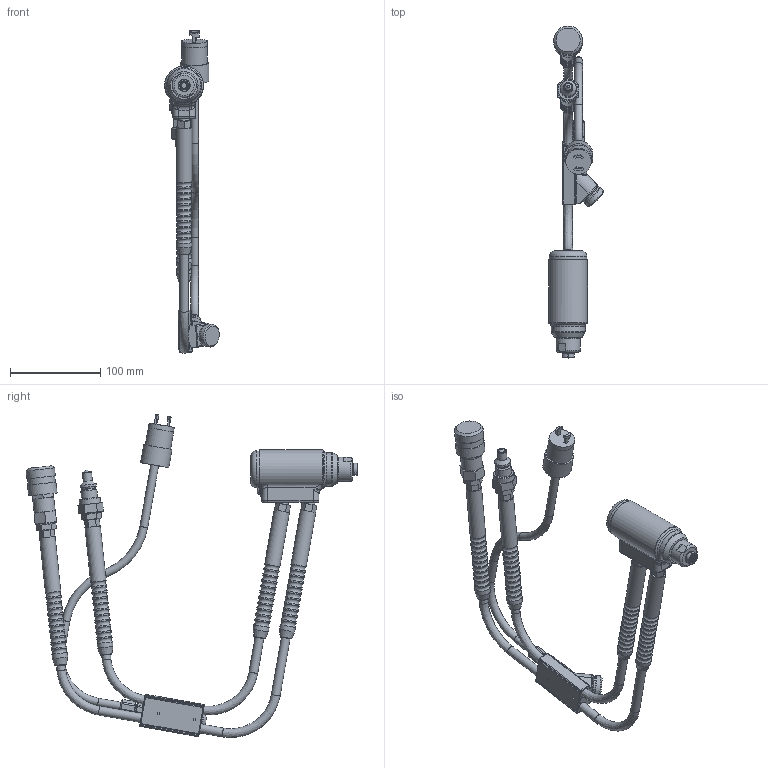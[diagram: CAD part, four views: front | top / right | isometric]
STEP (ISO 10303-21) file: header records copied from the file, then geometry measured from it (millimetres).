
FILE_DESCRIPTION(/* description */ (''),/* implementation_level */ '2;1');
FILE_NAME(/* name */ 'sfbtt8-12.stp',/* time_stamp */ '2013-11-26T08:40:39-05:00',/* author */ (''),/* organization */ (''),/* preprocessor_version */ 'ST-DEVELOPER v15',/* originating_system */ 'SIEMENS PLM Software NX 9.0',/* authorisation */ '');
FILE_SCHEMA (('CONFIG_CONTROL_DESIGN'));
Length unit declared in the file: inch
Products named in the file (1): sfbtt8-12_stp
Bounding box: 60.64 x 368.55 x 358.62 mm (x, y, z)
Volume: 495236.4 mm3; surface area: 114400.8 mm2
Topology: 1 solids, 1 shells, 615 faces, 1543 edges, 954 vertices
Faces by surface type: plane 235, cylinder 178, torus 106, cone 55, bspline 27, sphere 14
Full cylindrical faces by diameter (mm): 8.763 x3, 9.779 x6, 10.16 x1, 10.858 x1, 11.1 x1, 15.113 x2, 15.24 x1, 17.145 x45, 17.78 x2, 19.05 x1, 23.368 x1, 23.495 x1, 23.8 x1, 25.082 x1, 26.924 x1, 28.423 x1, 28.448 x1, 30.48 x1, 30.861 x1, 31.75 x3, 37.465 x1, 43.18 x1
Entity records: 18749 total; most frequent: CARTESIAN_POINT 5449, DIRECTION 2743, ORIENTED_EDGE 2552, EDGE_CURVE 1276, AXIS2_PLACEMENT_3D 1121, VERTEX_POINT 870, EDGE_LOOP 836, ADVANCED_FACE 615
